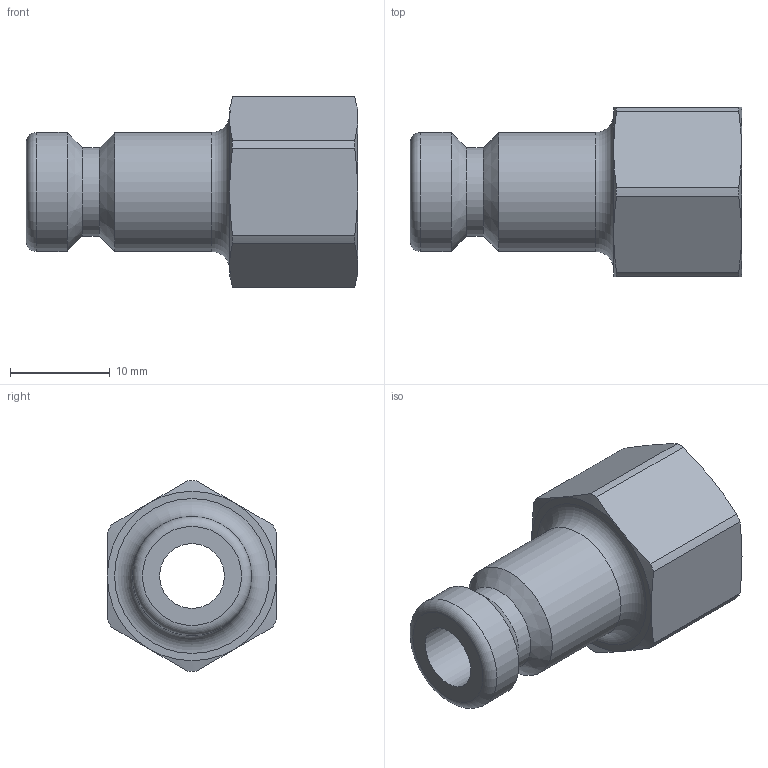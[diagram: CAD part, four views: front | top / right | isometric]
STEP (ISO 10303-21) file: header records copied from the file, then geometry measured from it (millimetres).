
FILE_DESCRIPTION((''),'2;1');
FILE_NAME('52sfiw13sxn.stp','2012-12-12T09:20:34',('IA176480'),(''),'Autodesk Inventor 2011','Autodesk Inventor 2011','');
FILE_SCHEMA(('AUTOMOTIVE_DESIGN { 1 0 10303 214 1 1 1 1 }'));
Length unit declared in the file: millimetre
Products named in the file (1): D105388
Bounding box: 33.25 x 17 x 19.15 mm (x, y, z)
Volume: 3602.7 mm3; surface area: 2701.7 mm2
Topology: 1 solids, 1 shells, 38 faces, 83 edges, 49 vertices
Faces by surface type: cone 15, cylinder 11, plane 10, torus 2
Full cylindrical faces by diameter (mm): 6.5 x1, 8.9 x1, 11.445 x1, 11.95 x2
Entity records: 988 total; most frequent: CARTESIAN_POINT 209, DIRECTION 164, ORIENTED_EDGE 146, AXIS2_PLACEMENT_3D 76, EDGE_CURVE 73, EDGE_LOOP 52, VERTEX_POINT 49, FACE_OUTER_BOUND 38
